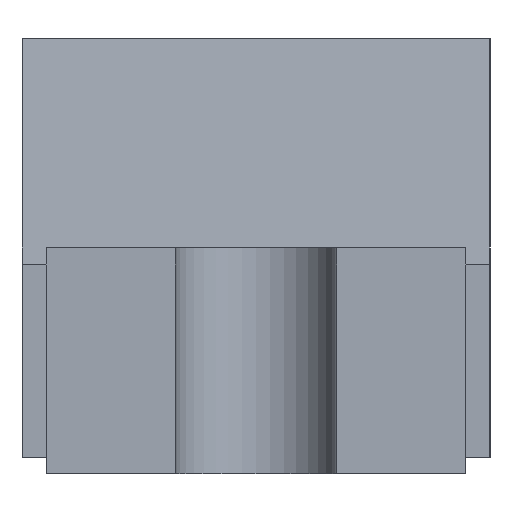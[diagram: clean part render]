
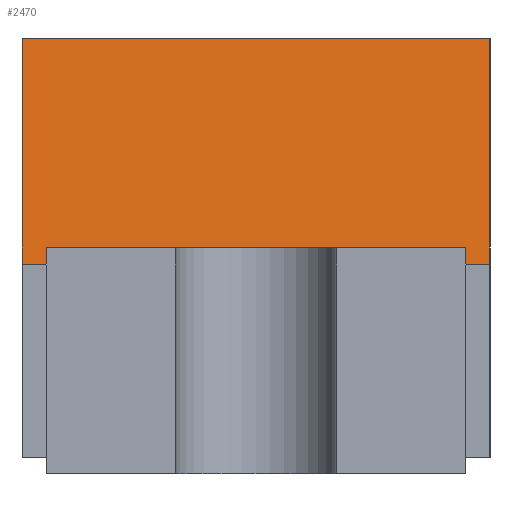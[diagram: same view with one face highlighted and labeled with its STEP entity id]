
A CAD part, left-side view. The second image highlights one B-rep face of the part: STEP entity #2470.
In plain terms, the highlighted planar face has unit normal (-0.991, 0, 0.131).
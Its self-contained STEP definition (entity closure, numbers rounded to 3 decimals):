
#1319 = VERTEX_POINT('',#1320);
#1320 = CARTESIAN_POINT('',(-0.625,0.453,0.412)
  );
#1334 = PLANE('',#1335);
#1335 = AXIS2_PLACEMENT_3D('',#1336,#1337,#1338);
#1336 = CARTESIAN_POINT('',(0.,0.,
    0.412));
#1337 = DIRECTION('',(0.,0.,1.));
#1338 = DIRECTION('',(0.,1.,0.));
#1360 = PLANE('',#1361);
#1361 = AXIS2_PLACEMENT_3D('',#1362,#1363,#1364);
#1362 = CARTESIAN_POINT('',(0.625,0.453,0.412)
  );
#1363 = DIRECTION('',(0.,1.,0.));
#1364 = DIRECTION('',(-1.,0.,0.));
#1380 = VERTEX_POINT('',#1381);
#1381 = CARTESIAN_POINT('',(-0.625,-0.453,0.412
    ));
#1440 = PLANE('',#1441);
#1441 = AXIS2_PLACEMENT_3D('',#1442,#1443,#1444);
#1442 = CARTESIAN_POINT('',(-0.625,-0.453,0.412
    ));
#1443 = DIRECTION('',(0.,-1.,0.));
#1444 = DIRECTION('',(1.,0.,0.));
#1948 = PLANE('',#1949);
#1949 = AXIS2_PLACEMENT_3D('',#1950,#1951,#1952);
#1950 = CARTESIAN_POINT('',(0.,0.,
    0.85));
#1951 = DIRECTION('',(0.,0.,1.));
#1952 = DIRECTION('',(0.,1.,0.));
#1966 = EDGE_CURVE('',#1319,#1380,#1967,.T.);
#1967 = SURFACE_CURVE('',#1968,(#1972,#1979),.PCURVE_S1.);
#1968 = LINE('',#1969,#1970);
#1969 = CARTESIAN_POINT('',(-0.625,0.,
    0.412));
#1970 = VECTOR('',#1971,1.);
#1971 = DIRECTION('',(0.,-1.,0.));
#1972 = PCURVE('',#1334,#1973);
#1973 = DEFINITIONAL_REPRESENTATION('',(#1974),#1978);
#1974 = LINE('',#1975,#1976);
#1975 = CARTESIAN_POINT('',(0.,0.625));
#1976 = VECTOR('',#1977,1.);
#1977 = DIRECTION('',(-1.,0.));
#1978 = ( GEOMETRIC_REPRESENTATION_CONTEXT(2) 
PARAMETRIC_REPRESENTATION_CONTEXT() REPRESENTATION_CONTEXT('2D SPACE',''
  ) );
#1979 = PCURVE('',#1980,#1985);
#1980 = PLANE('',#1981);
#1981 = AXIS2_PLACEMENT_3D('',#1982,#1983,#1984);
#1982 = CARTESIAN_POINT('',(-0.596,0.227,0.631
    ));
#1983 = DIRECTION('',(-0.991,0.,0.131)
  );
#1984 = DIRECTION('',(0.131,0.,0.991)
  );
#1985 = DEFINITIONAL_REPRESENTATION('',(#1986),#1990);
#1986 = LINE('',#1987,#1988);
#1987 = CARTESIAN_POINT('',(-0.221,-0.227));
#1988 = VECTOR('',#1989,1.);
#1989 = DIRECTION('',(0.,-1.));
#1990 = ( GEOMETRIC_REPRESENTATION_CONTEXT(2) 
PARAMETRIC_REPRESENTATION_CONTEXT() REPRESENTATION_CONTEXT('2D SPACE',''
  ) );
#2020 = EDGE_CURVE('',#2021,#1319,#2023,.T.);
#2021 = VERTEX_POINT('',#2022);
#2022 = CARTESIAN_POINT('',(-0.567,0.453,0.85
    ));
#2023 = SURFACE_CURVE('',#2024,(#2028,#2035),.PCURVE_S1.);
#2024 = LINE('',#2025,#2026);
#2025 = CARTESIAN_POINT('',(-0.596,0.453,0.631
    ));
#2026 = VECTOR('',#2027,1.);
#2027 = DIRECTION('',(-0.131,0.,-0.991)
  );
#2028 = PCURVE('',#1360,#2029);
#2029 = DEFINITIONAL_REPRESENTATION('',(#2030),#2034);
#2030 = LINE('',#2031,#2032);
#2031 = CARTESIAN_POINT('',(1.221,0.219));
#2032 = VECTOR('',#2033,1.);
#2033 = DIRECTION('',(0.131,-0.991));
#2034 = ( GEOMETRIC_REPRESENTATION_CONTEXT(2) 
PARAMETRIC_REPRESENTATION_CONTEXT() REPRESENTATION_CONTEXT('2D SPACE',''
  ) );
#2035 = PCURVE('',#1980,#2036);
#2036 = DEFINITIONAL_REPRESENTATION('',(#2037),#2041);
#2037 = LINE('',#2038,#2039);
#2038 = CARTESIAN_POINT('',(0.,0.227));
#2039 = VECTOR('',#2040,1.);
#2040 = DIRECTION('',(-1.,0.));
#2041 = ( GEOMETRIC_REPRESENTATION_CONTEXT(2) 
PARAMETRIC_REPRESENTATION_CONTEXT() REPRESENTATION_CONTEXT('2D SPACE',''
  ) );
#2069 = VERTEX_POINT('',#2070);
#2070 = CARTESIAN_POINT('',(-0.567,-0.453,
    0.85));
#2091 = EDGE_CURVE('',#1380,#2069,#2092,.T.);
#2092 = SURFACE_CURVE('',#2093,(#2097,#2104),.PCURVE_S1.);
#2093 = LINE('',#2094,#2095);
#2094 = CARTESIAN_POINT('',(-0.596,-0.453,
    0.631));
#2095 = VECTOR('',#2096,1.);
#2096 = DIRECTION('',(0.131,0.,0.991)
  );
#2097 = PCURVE('',#1440,#2098);
#2098 = DEFINITIONAL_REPRESENTATION('',(#2099),#2103);
#2099 = LINE('',#2100,#2101);
#2100 = CARTESIAN_POINT('',(0.029,0.219));
#2101 = VECTOR('',#2102,1.);
#2102 = DIRECTION('',(0.131,0.991));
#2103 = ( GEOMETRIC_REPRESENTATION_CONTEXT(2) 
PARAMETRIC_REPRESENTATION_CONTEXT() REPRESENTATION_CONTEXT('2D SPACE',''
  ) );
#2104 = PCURVE('',#1980,#2105);
#2105 = DEFINITIONAL_REPRESENTATION('',(#2106),#2110);
#2106 = LINE('',#2107,#2108);
#2107 = CARTESIAN_POINT('',(0.,-0.68));
#2108 = VECTOR('',#2109,1.);
#2109 = DIRECTION('',(1.,0.));
#2110 = ( GEOMETRIC_REPRESENTATION_CONTEXT(2) 
PARAMETRIC_REPRESENTATION_CONTEXT() REPRESENTATION_CONTEXT('2D SPACE',''
  ) );
#2448 = EDGE_CURVE('',#2069,#2021,#2449,.T.);
#2449 = SURFACE_CURVE('',#2450,(#2454,#2461),.PCURVE_S1.);
#2450 = LINE('',#2451,#2452);
#2451 = CARTESIAN_POINT('',(-0.567,0.227,0.85
    ));
#2452 = VECTOR('',#2453,1.);
#2453 = DIRECTION('',(0.,1.,0.));
#2454 = PCURVE('',#1948,#2455);
#2455 = DEFINITIONAL_REPRESENTATION('',(#2456),#2460);
#2456 = LINE('',#2457,#2458);
#2457 = CARTESIAN_POINT('',(0.227,0.567));
#2458 = VECTOR('',#2459,1.);
#2459 = DIRECTION('',(1.,0.));
#2460 = ( GEOMETRIC_REPRESENTATION_CONTEXT(2) 
PARAMETRIC_REPRESENTATION_CONTEXT() REPRESENTATION_CONTEXT('2D SPACE',''
  ) );
#2461 = PCURVE('',#1980,#2462);
#2462 = DEFINITIONAL_REPRESENTATION('',(#2463),#2467);
#2463 = LINE('',#2464,#2465);
#2464 = CARTESIAN_POINT('',(0.221,0.));
#2465 = VECTOR('',#2466,1.);
#2466 = DIRECTION('',(0.,1.));
#2467 = ( GEOMETRIC_REPRESENTATION_CONTEXT(2) 
PARAMETRIC_REPRESENTATION_CONTEXT() REPRESENTATION_CONTEXT('2D SPACE',''
  ) );
#2470 = ADVANCED_FACE('',(#2471),#1980,.T.);
#2471 = FACE_BOUND('',#2472,.T.);
#2472 = EDGE_LOOP('',(#2473,#2474,#2475,#2476));
#2473 = ORIENTED_EDGE('',*,*,#2091,.T.);
#2474 = ORIENTED_EDGE('',*,*,#2448,.T.);
#2475 = ORIENTED_EDGE('',*,*,#2020,.T.);
#2476 = ORIENTED_EDGE('',*,*,#1966,.T.);
